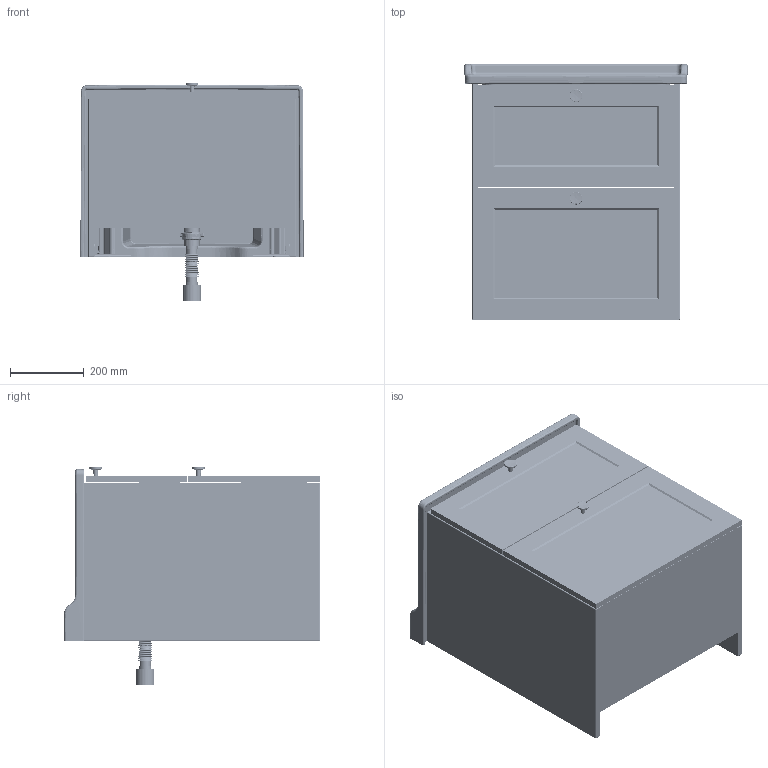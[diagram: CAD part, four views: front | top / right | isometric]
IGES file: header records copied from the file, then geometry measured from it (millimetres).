
Start section: SolidWorks IGES file using analytic representation for surfaces
Global section: file name: 68848+68849+68850+68851+68852+68853+68854 Root Cla LVD,2çek,60cm,KlaLv.IGS; native system: SolidWorks 2021; preprocessor: SolidWorks 2021; author: baturhan.konar; date: 210907.142053; units: millimetre
Bounding box: 607.45 x 695.98 x 593.65 mm (x, y, z)
Surface area: 5699405.6 mm2 (no closed solid volume)
Topology: 0 solids, 0 shells, 3661 faces, 52749 edges, 52732 vertices
Faces by surface type: bspline 2247, revolution 1414
